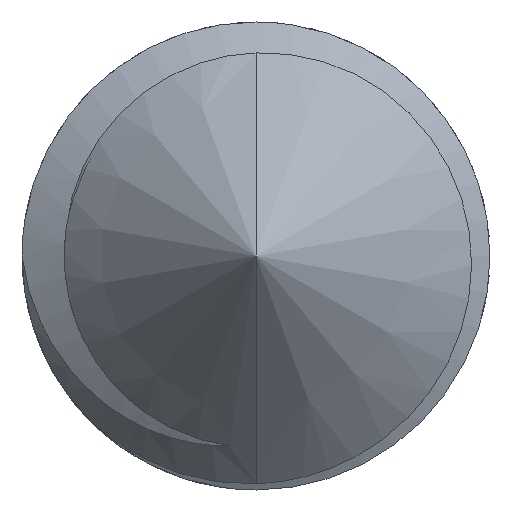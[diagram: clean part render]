
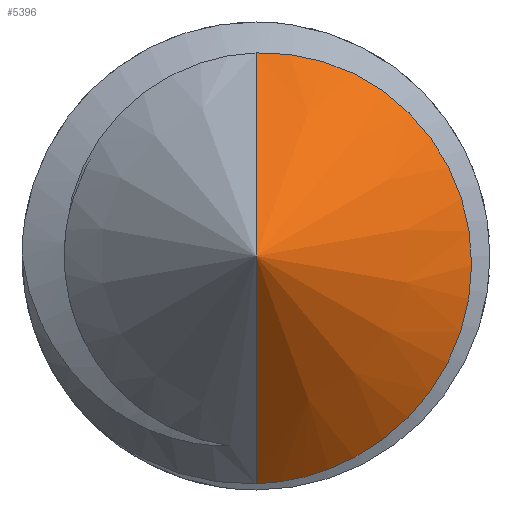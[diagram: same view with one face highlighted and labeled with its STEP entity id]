
A CAD part, front view. The second image highlights one B-rep face of the part: STEP entity #5396.
In plain terms, the highlighted conical face has half-angle 45 degrees and reference radius 3 mm.
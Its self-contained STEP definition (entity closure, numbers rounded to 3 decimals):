
#25 = CARTESIAN_POINT ( 'NONE',  ( 2.743, 2.78, -0.486 ) ) ;
#1008 = CARTESIAN_POINT ( 'NONE',  ( 2.493, 2.72, 1.103 ) ) ;
#1080 = CARTESIAN_POINT ( 'NONE',  ( 2.187, 2.832, -1.809 ) ) ;
#1200 = CARTESIAN_POINT ( 'NONE',  ( 1.393, 2.66, 2.273 ) ) ;
#1595 = DIRECTION ( 'NONE',  ( 0., 0.707, 0.707 ) ) ;
#1597 = LINE ( 'NONE', #4579, #3572 ) ;
#2100 = VERTEX_POINT ( 'NONE', #12070 ) ;
#2189 = CARTESIAN_POINT ( 'NONE',  ( 0.181, 2.61, 2.61 ) ) ;
#2259 = CARTESIAN_POINT ( 'NONE',  ( 0.719, 2.631, 2.538 ) ) ;
#2267 = ORIENTED_EDGE ( 'NONE', *, *, #3994, .F. ) ;
#2436 = LINE ( 'NONE', #11969, #3172 ) ;
#2556 = EDGE_CURVE ( 'NONE', #2100, #5428, #2436, .T. ) ;
#3172 = VECTOR ( 'NONE', #1595, 1000. ) ;
#3186 = CARTESIAN_POINT ( 'NONE',  ( 2.071, 2.839, -1.95 ) ) ;
#3255 = CARTESIAN_POINT ( 'NONE',  ( 2.39, 2.819, -1.507 ) ) ;
#3572 = VECTOR ( 'NONE', #4777, 1000. ) ;
#3980 = FACE_OUTER_BOUND ( 'NONE', #3981, .T. ) ;
#3981 = EDGE_LOOP ( 'NONE', ( #9582, #10609, #2267 ) ) ;
#3994 = EDGE_CURVE ( 'NONE', #5428, #6871, #9328, .T. ) ;
#4218 = CARTESIAN_POINT ( 'NONE',  ( 2.615, 2.8, -1.016 ) ) ;
#4282 = CARTESIAN_POINT ( 'NONE',  ( 0.712, 2.896, -2.813 ) ) ;
#4579 = CARTESIAN_POINT ( 'NONE',  ( 0., 3., -3. ) ) ;
#4777 = DIRECTION ( 'NONE',  ( 0., 0.707, -0.707 ) ) ;
#5132 = AXIS2_PLACEMENT_3D ( 'NONE', #8258, #11365, #8185 ) ;
#5236 = CARTESIAN_POINT ( 'NONE',  ( 2.682, 2.741, 0.592 ) ) ;
#5266 = CARTESIAN_POINT ( 'NONE',  ( 0., 2.921, -2.921 ) ) ;
#5374 = CARTESIAN_POINT ( 'NONE',  ( 2.631, 2.734, 0.766 ) ) ;
#5396 = ADVANCED_FACE ( 'NONE', ( #3980 ), #11090, .T. ) ;
#5428 = VERTEX_POINT ( 'NONE', #12409 ) ;
#6328 = CARTESIAN_POINT ( 'NONE',  ( 2.209, 2.7, 1.563 ) ) ;
#6453 = CARTESIAN_POINT ( 'NONE',  ( 0.895, 2.638, 2.489 ) ) ;
#6871 = VERTEX_POINT ( 'NONE', #5266 ) ;
#7245 = CARTESIAN_POINT ( 'NONE',  ( 0.18, 2.915, -2.915 ) ) ;
#7385 = CARTESIAN_POINT ( 'NONE',  ( 1.689, 2.857, -2.332 ) ) ;
#7454 = CARTESIAN_POINT ( 'NONE',  ( 2.766, 2.76, 0.056 ) ) ;
#7505 = CARTESIAN_POINT ( 'NONE',  ( 0.361, 2.617, 2.599 ) ) ;
#8185 = DIRECTION ( 'NONE',  ( 0., 0., 1. ) ) ;
#8258 = CARTESIAN_POINT ( 'NONE',  ( 0., 3., 0. ) ) ;
#8420 = CARTESIAN_POINT ( 'NONE',  ( 2.669, 2.793, -0.84 ) ) ;
#9313 = CARTESIAN_POINT ( 'NONE',  ( 1.836, 2.68, 1.96 ) ) ;
#9328 = B_SPLINE_CURVE_WITH_KNOTS ( 'NONE', 3,
 ( #11654, #2189, #7505, #2259, #6453, #10677, #1200, #9643, #9313, #10620, #6328, #13551, #1008, #5374, #5236, #13684, #7454, #9456, #25, #8420, #4218, #10489, #3255, #1080, #3186, #7385, #12446, #11601, #4282, #9591, #7245, #11467 ),
 .UNSPECIFIED., .F., .F.,
 ( 4, 2, 2, 2, 2, 2, 2, 2, 2, 2, 2, 2, 2, 2, 2, 4 ),
 ( 0.004, 0.004, 0.005, 0.005, 0.006, 0.006, 0.007, 0.007, 0.008, 0.008, 0.009, 0.01, 0.01, 0.011, 0.012, 0.012 ),
 .UNSPECIFIED. ) ;
#9456 = CARTESIAN_POINT ( 'NONE',  ( 2.762, 2.773, -0.307 ) ) ;
#9582 = ORIENTED_EDGE ( 'NONE', *, *, #2556, .F. ) ;
#9591 = CARTESIAN_POINT ( 'NONE',  ( 0.359, 2.909, -2.892 ) ) ;
#9643 = CARTESIAN_POINT ( 'NONE',  ( 1.696, 2.673, 2.074 ) ) ;
#10489 = CARTESIAN_POINT ( 'NONE',  ( 2.475, 2.813, -1.349 ) ) ;
#10609 = ORIENTED_EDGE ( 'NONE', *, *, #13356, .T. ) ;
#10620 = CARTESIAN_POINT ( 'NONE',  ( 2.092, 2.693, 1.705 ) ) ;
#10677 = CARTESIAN_POINT ( 'NONE',  ( 1.23, 2.653, 2.357 ) ) ;
#11090 = CONICAL_SURFACE ( 'NONE', #5132, 3., 0.785 ) ;
#11365 = DIRECTION ( 'NONE',  ( 0., 1., 0. ) ) ;
#11467 = CARTESIAN_POINT ( 'NONE',  ( 0., 2.921, -2.921 ) ) ;
#11601 = CARTESIAN_POINT ( 'NONE',  ( 0.887, 2.89, -2.756 ) ) ;
#11654 = CARTESIAN_POINT ( 'NONE',  ( 0., 2.604, 2.604 ) ) ;
#11969 = CARTESIAN_POINT ( 'NONE',  ( 0., 3., 3. ) ) ;
#12070 = CARTESIAN_POINT ( 'NONE',  ( 0., 0., 0. ) ) ;
#12409 = CARTESIAN_POINT ( 'NONE',  ( 0., 2.604, 2.604 ) ) ;
#12446 = CARTESIAN_POINT ( 'NONE',  ( 1.383, 2.87, -2.541 ) ) ;
#13356 = EDGE_CURVE ( 'NONE', #2100, #6871, #1597, .T. ) ;
#13551 = CARTESIAN_POINT ( 'NONE',  ( 2.408, 2.713, 1.262 ) ) ;
#13684 = CARTESIAN_POINT ( 'NONE',  ( 2.75, 2.754, 0.238 ) ) ;
